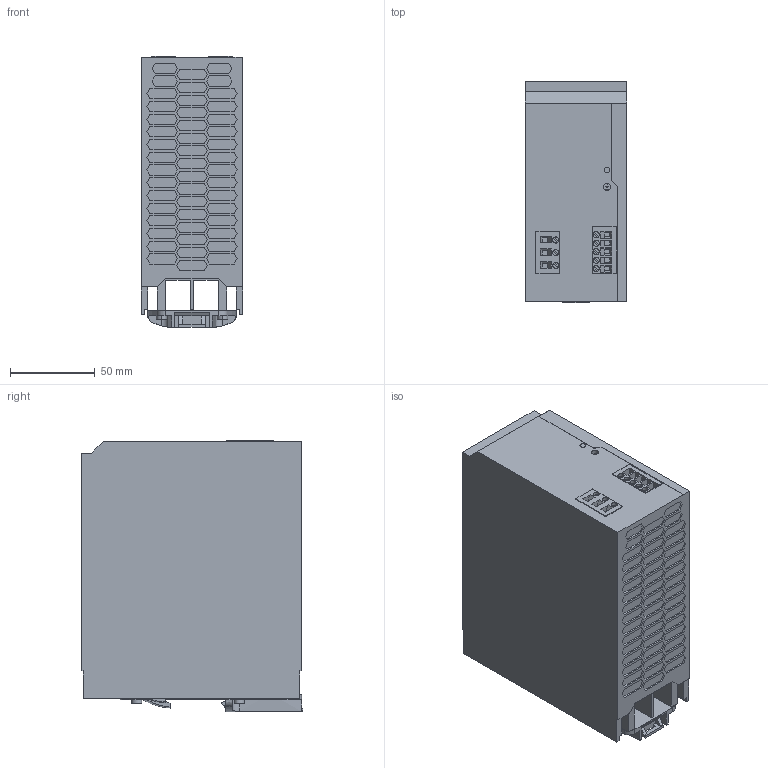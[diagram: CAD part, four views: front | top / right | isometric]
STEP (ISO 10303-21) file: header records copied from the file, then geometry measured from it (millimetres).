
FILE_DESCRIPTION(('Creo Elements/Direct Modeling STEP Export'),'2;1');
FILE_NAME('model.stp','2018-03-20T12:33:15',(''),(''),'Creo Elements/Direct Modeling STEP processor for AP214 (Solid Model)','Creo Elements/Direct Modeling 18.1I 14-Aug-2016 (C) Parametric Technology GmbH','');
FILE_SCHEMA(('AUTOMOTIVE_DESIGN { 1 0 10303 214 1 1 1 1 }'));
Length unit declared in the file: millimetre
Products named in the file (2): TRIO_PS_1AC_48DC_5-select
Assembly tree (1 placements, depth 2):
  TRIO_PS_1AC_48DC_5-select
    TRIO_PS_1AC_48DC_5-select
Bounding box: 60 x 130.65 x 160 mm (x, y, z)
Volume: 1089733.3 mm3; surface area: 104979.8 mm2
Topology: 1 solids, 1 shells, 989 faces, 2556 edges, 1688 vertices
Faces by surface type: plane 916, cylinder 67, bspline 6
Entity records: 37742 total; most frequent: CARTESIAN_POINT 6162, ORIENTED_EDGE 5112, DIRECTION 4328, EDGE_CURVE 2556, VECTOR 2344, LINE 2344, VERTEX_POINT 1688, EDGE_LOOP 1112
